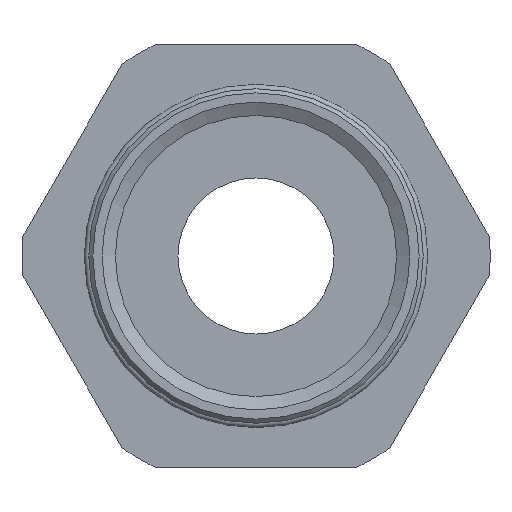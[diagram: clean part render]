
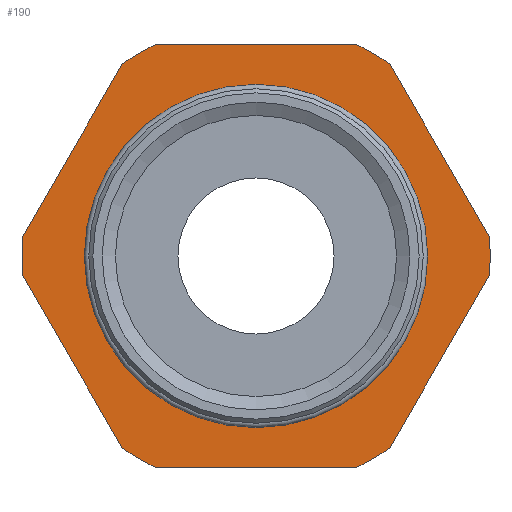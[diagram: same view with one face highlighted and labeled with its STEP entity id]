
A CAD part, left-side view. The second image highlights one B-rep face of the part: STEP entity #190.
In plain terms, the highlighted planar face has unit normal (-1, 0, 0).
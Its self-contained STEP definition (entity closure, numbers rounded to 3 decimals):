
#190 = ADVANCED_FACE( '', ( #441, #442 ), #443, .F. );
#441 = FACE_OUTER_BOUND( '', #757, .T. );
#442 = FACE_BOUND( '', #758, .T. );
#443 = PLANE( '', #759 );
#757 = EDGE_LOOP( '', ( #1263, #1264, #1265, #1266, #1267, #1268, #1269, #1270, #1271, #1272, #1273, #1274 ) );
#758 = EDGE_LOOP( '', ( #1275 ) );
#759 = AXIS2_PLACEMENT_3D( '', #1276, #1277, #1278 );
#1263 = ORIENTED_EDGE( '', *, *, #1834, .F. );
#1264 = ORIENTED_EDGE( '', *, *, #1873, .F. );
#1265 = ORIENTED_EDGE( '', *, *, #1874, .F. );
#1266 = ORIENTED_EDGE( '', *, *, #1815, .F. );
#1267 = ORIENTED_EDGE( '', *, *, #1789, .F. );
#1268 = ORIENTED_EDGE( '', *, *, #1839, .F. );
#1269 = ORIENTED_EDGE( '', *, *, #1875, .F. );
#1270 = ORIENTED_EDGE( '', *, *, #1876, .F. );
#1271 = ORIENTED_EDGE( '', *, *, #1797, .F. );
#1272 = ORIENTED_EDGE( '', *, *, #1777, .F. );
#1273 = ORIENTED_EDGE( '', *, *, #1712, .F. );
#1274 = ORIENTED_EDGE( '', *, *, #1877, .F. );
#1275 = ORIENTED_EDGE( '', *, *, #1878, .T. );
#1276 = CARTESIAN_POINT( '', ( 15., 37.5, 0. ) );
#1277 = DIRECTION( '', ( 1., 0., 0. ) );
#1278 = DIRECTION( '', ( 0., 0., -1. ) );
#1712 = EDGE_CURVE( '', #2008, #2009, #2010, .T. );
#1777 = EDGE_CURVE( '', #2009, #2120, #2121, .T. );
#1789 = EDGE_CURVE( '', #2138, #2139, #2140, .T. );
#1797 = EDGE_CURVE( '', #2120, #2152, #2153, .T. );
#1815 = EDGE_CURVE( '', #2139, #2177, #2178, .T. );
#1834 = EDGE_CURVE( '', #2206, #2208, #2209, .T. );
#1839 = EDGE_CURVE( '', #2215, #2138, #2216, .T. );
#1873 = EDGE_CURVE( '', #2268, #2206, #2269, .T. );
#1874 = EDGE_CURVE( '', #2177, #2268, #2270, .T. );
#1875 = EDGE_CURVE( '', #2271, #2215, #2272, .T. );
#1876 = EDGE_CURVE( '', #2152, #2271, #2273, .T. );
#1877 = EDGE_CURVE( '', #2208, #2008, #2274, .T. );
#1878 = EDGE_CURVE( '', #2275, #2275, #2276, .T. );
#2008 = VERTEX_POINT( '', #2432 );
#2009 = VERTEX_POINT( '', #2433 );
#2010 = CIRCLE( '', #2434, 52.5 );
#2120 = VERTEX_POINT( '', #2603 );
#2121 = LINE( '', #2604, #2605 );
#2138 = VERTEX_POINT( '', #2632 );
#2139 = VERTEX_POINT( '', #2633 );
#2140 = CIRCLE( '', #2634, 52.5 );
#2152 = VERTEX_POINT( '', #2648 );
#2153 = CIRCLE( '', #2649, 52.5 );
#2177 = VERTEX_POINT( '', #2683 );
#2178 = LINE( '', #2684, #2685 );
#2206 = VERTEX_POINT( '', #2737 );
#2208 = VERTEX_POINT( '', #2740 );
#2209 = CIRCLE( '', #2741, 52.5 );
#2215 = VERTEX_POINT( '', #2748 );
#2216 = LINE( '', #2749, #2750 );
#2268 = VERTEX_POINT( '', #2829 );
#2269 = LINE( '', #2830, #2831 );
#2270 = CIRCLE( '', #2832, 52.5 );
#2271 = VERTEX_POINT( '', #2833 );
#2272 = CIRCLE( '', #2834, 52.5 );
#2273 = LINE( '', #2835, #2836 );
#2274 = LINE( '', #2837, #2838 );
#2275 = VERTEX_POINT( '', #2839 );
#2276 = CIRCLE( '', #2840, 37.641 );
#2432 = CARTESIAN_POINT( '', ( 15., 29.956, 43.115 ) );
#2433 = CARTESIAN_POINT( '', ( 15., 22.361, 47.5 ) );
#2434 = AXIS2_PLACEMENT_3D( '', #3077, #3078, #3079 );
#2603 = CARTESIAN_POINT( '', ( 15., -22.361, 47.5 ) );
#2604 = CARTESIAN_POINT( '', ( 15., 27.424, 47.5 ) );
#2605 = VECTOR( '', #3168, 1000. );
#2632 = CARTESIAN_POINT( '', ( 15., -29.956, -43.115 ) );
#2633 = CARTESIAN_POINT( '', ( 15., -22.361, -47.5 ) );
#2634 = AXIS2_PLACEMENT_3D( '', #3180, #3181, #3182 );
#2648 = CARTESIAN_POINT( '', ( 15., -29.956, 43.115 ) );
#2649 = AXIS2_PLACEMENT_3D( '', #3194, #3195, #3196 );
#2683 = CARTESIAN_POINT( '', ( 15., 22.361, -47.5 ) );
#2684 = CARTESIAN_POINT( '', ( 15., -27.424, -47.5 ) );
#2685 = VECTOR( '', #3213, 1000. );
#2737 = CARTESIAN_POINT( '', ( 15., 52.317, -4.385 ) );
#2740 = CARTESIAN_POINT( '', ( 15., 52.317, 4.385 ) );
#2741 = AXIS2_PLACEMENT_3D( '', #3235, #3236, #3237 );
#2748 = CARTESIAN_POINT( '', ( 15., -52.317, -4.385 ) );
#2749 = CARTESIAN_POINT( '', ( 15., -54.848, 0. ) );
#2750 = VECTOR( '', #3242, 1000. );
#2829 = CARTESIAN_POINT( '', ( 15., 29.956, -43.115 ) );
#2830 = CARTESIAN_POINT( '', ( 15., 27.424, -47.5 ) );
#2831 = VECTOR( '', #3288, 1000. );
#2832 = AXIS2_PLACEMENT_3D( '', #3289, #3290, #3291 );
#2833 = CARTESIAN_POINT( '', ( 15., -52.317, 4.385 ) );
#2834 = AXIS2_PLACEMENT_3D( '', #3292, #3293, #3294 );
#2835 = CARTESIAN_POINT( '', ( 15., -27.424, 47.5 ) );
#2836 = VECTOR( '', #3295, 1000. );
#2837 = CARTESIAN_POINT( '', ( 15., 54.848, 0. ) );
#2838 = VECTOR( '', #3296, 1000. );
#2839 = CARTESIAN_POINT( '', ( 15., 0., -37.641 ) );
#2840 = AXIS2_PLACEMENT_3D( '', #3297, #3298, #3299 );
#3077 = CARTESIAN_POINT( '', ( 15., 0., 0. ) );
#3078 = DIRECTION( '', ( 1., 0., 0. ) );
#3079 = DIRECTION( '', ( 0., 0., -1. ) );
#3168 = DIRECTION( '', ( 0., -1., 0. ) );
#3180 = CARTESIAN_POINT( '', ( 15., 0., 0. ) );
#3181 = DIRECTION( '', ( 1., 0., 0. ) );
#3182 = DIRECTION( '', ( 0., 0., -1. ) );
#3194 = CARTESIAN_POINT( '', ( 15., 0., 0. ) );
#3195 = DIRECTION( '', ( 1., 0., 0. ) );
#3196 = DIRECTION( '', ( 0., 0., -1. ) );
#3213 = DIRECTION( '', ( 0., 1., 0. ) );
#3235 = CARTESIAN_POINT( '', ( 15., 0., 0. ) );
#3236 = DIRECTION( '', ( 1., 0., 0. ) );
#3237 = DIRECTION( '', ( 0., 0., -1. ) );
#3242 = DIRECTION( '', ( 0., 0.5, -0.866 ) );
#3288 = DIRECTION( '', ( 0., 0.5, 0.866 ) );
#3289 = CARTESIAN_POINT( '', ( 15., 0., 0. ) );
#3290 = DIRECTION( '', ( 1., 0., 0. ) );
#3291 = DIRECTION( '', ( 0., 0., -1. ) );
#3292 = CARTESIAN_POINT( '', ( 15., 0., 0. ) );
#3293 = DIRECTION( '', ( 1., 0., 0. ) );
#3294 = DIRECTION( '', ( 0., 0., -1. ) );
#3295 = DIRECTION( '', ( 0., -0.5, -0.866 ) );
#3296 = DIRECTION( '', ( 0., -0.5, 0.866 ) );
#3297 = CARTESIAN_POINT( '', ( 15., 0., 0. ) );
#3298 = DIRECTION( '', ( 1., 0., 0. ) );
#3299 = DIRECTION( '', ( 0., 0., -1. ) );
